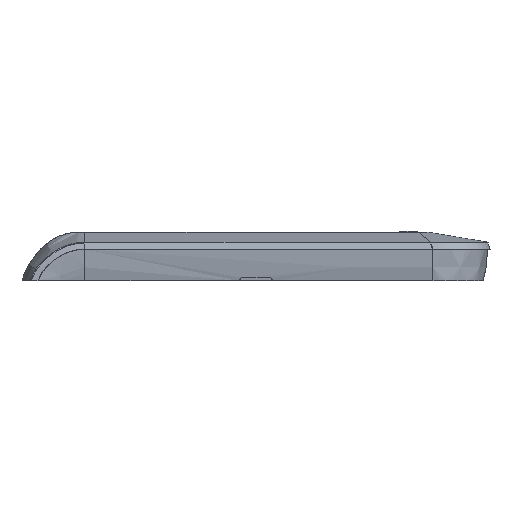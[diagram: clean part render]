
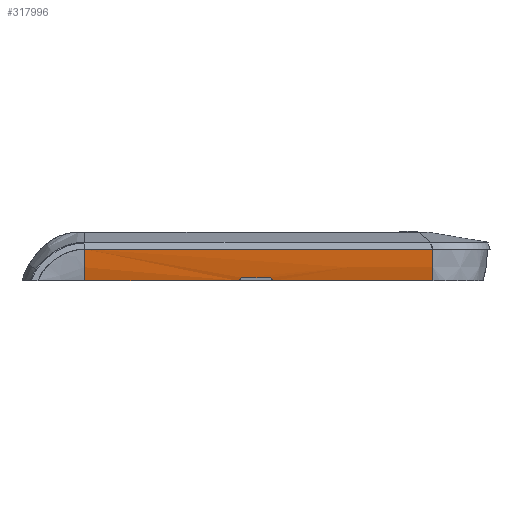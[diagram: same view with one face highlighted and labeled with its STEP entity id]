
A CAD part, left-side view. The second image highlights one B-rep face of the part: STEP entity #317996.
In plain terms, the highlighted free-form (B-spline) face has degree [5, 2] with [9, 3] control points.
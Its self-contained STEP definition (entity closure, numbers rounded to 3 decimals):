
#315250=CARTESIAN_POINT('Vertex',(-39.8,-31.,0.)) ;
#315254=CARTESIAN_POINT('Control Point',(-39.8,-31.,0.)) ;
#315255=CARTESIAN_POINT('Control Point',(-39.8,-28.614,0.)) ;
#315256=CARTESIAN_POINT('Control Point',(-39.8,-26.221,0.)) ;
#315257=CARTESIAN_POINT('Control Point',(-39.8,-23.799,0.)) ;
#315258=CARTESIAN_POINT('Control Point',(-39.8,-20.113,0.)) ;
#315259=CARTESIAN_POINT('Control Point',(-39.8,-16.425,0.)) ;
#315260=CARTESIAN_POINT('Control Point',(-39.8,-15.471,0.)) ;
#315261=CARTESIAN_POINT('Control Point',(-39.8,-12.293,0.)) ;
#315262=CARTESIAN_POINT('Control Point',(-39.8,-9.112,0.)) ;
#315263=CARTESIAN_POINT('Control Point',(-39.8,-7.213,0.)) ;
#315264=CARTESIAN_POINT('Control Point',(-39.8,-5.313,0.)) ;
#315265=CARTESIAN_POINT('Control Point',(-39.8,-3.414,0.)) ;
#315266=CARTESIAN_POINT('Vertex',(-39.8,-3.414,0.)) ;
#315287=CARTESIAN_POINT('Vertex',(-39.8,3.414,0.)) ;
#315291=CARTESIAN_POINT('Control Point',(-39.8,3.414,0.)) ;
#315292=CARTESIAN_POINT('Control Point',(-39.8,8.716,0.)) ;
#315293=CARTESIAN_POINT('Control Point',(-39.8,14.018,0.)) ;
#315294=CARTESIAN_POINT('Control Point',(-39.8,19.328,0.)) ;
#315295=CARTESIAN_POINT('Control Point',(-39.8,24.664,0.)) ;
#315296=CARTESIAN_POINT('Control Point',(-39.8,30.,0.)) ;
#315297=CARTESIAN_POINT('Vertex',(-39.8,30.,0.)) ;
#315498=CARTESIAN_POINT('Control Point',(-39.8,3.414,0.)) ;
#315499=CARTESIAN_POINT('Control Point',(-39.8,3.206,0.)) ;
#315500=CARTESIAN_POINT('Control Point',(-39.82,3.001,0.06)) ;
#315501=CARTESIAN_POINT('Control Point',(-39.852,2.837,0.163)) ;
#315502=CARTESIAN_POINT('Control Point',(-39.889,2.707,0.293)) ;
#315503=CARTESIAN_POINT('Vertex',(-39.889,2.707,0.293)) ;
#315533=CARTESIAN_POINT('Control Point',(-39.8,-3.414,0.)) ;
#315534=CARTESIAN_POINT('Control Point',(-39.8,-3.211,0.)) ;
#315535=CARTESIAN_POINT('Control Point',(-39.819,-3.005,0.057)) ;
#315536=CARTESIAN_POINT('Control Point',(-39.852,-2.838,0.162)) ;
#315537=CARTESIAN_POINT('Control Point',(-39.889,-2.707,0.293)) ;
#315538=CARTESIAN_POINT('Vertex',(-39.889,-2.707,0.293)) ;
#317872=CARTESIAN_POINT('Control Point',(-40.6,-31.,5.502)) ;
#317873=CARTESIAN_POINT('Control Point',(-40.524,-31.,4.056)) ;
#317874=CARTESIAN_POINT('Control Point',(-40.406,-31.,2.782)) ;
#317875=CARTESIAN_POINT('Control Point',(-40.246,-31.,1.682)) ;
#317876=CARTESIAN_POINT('Control Point',(-40.044,-31.,0.754)) ;
#317877=CARTESIAN_POINT('Control Point',(-39.8,-31.,0.)) ;
#317878=CARTESIAN_POINT('Vertex',(-40.6,-31.,5.502)) ;
#317914=CARTESIAN_POINT('Control Point',(-40.6,30.,5.502)) ;
#317915=CARTESIAN_POINT('Control Point',(-40.41,30.,1.886)) ;
#317916=CARTESIAN_POINT('Control Point',(-39.8,30.,0.)) ;
#317917=CARTESIAN_POINT('Control Point',(-40.6,20.864,5.502)) ;
#317918=CARTESIAN_POINT('Control Point',(-40.41,20.739,1.886)) ;
#317919=CARTESIAN_POINT('Control Point',(-39.8,20.663,0.)) ;
#317920=CARTESIAN_POINT('Control Point',(-40.6,11.727,5.502)) ;
#317921=CARTESIAN_POINT('Control Point',(-40.41,11.477,1.885)) ;
#317922=CARTESIAN_POINT('Control Point',(-39.8,11.325,0.)) ;
#317923=CARTESIAN_POINT('Control Point',(-40.6,2.492,5.502)) ;
#317924=CARTESIAN_POINT('Control Point',(-40.41,2.24,1.885)) ;
#317925=CARTESIAN_POINT('Control Point',(-39.8,2.083,0.)) ;
#317926=CARTESIAN_POINT('Control Point',(-40.6,-9.696,5.502)) ;
#317927=CARTESIAN_POINT('Control Point',(-40.41,-9.97,1.884)) ;
#317928=CARTESIAN_POINT('Control Point',(-39.8,-10.148,0.)) ;
#317929=CARTESIAN_POINT('Control Point',(-40.6,-21.991,5.502)) ;
#317930=CARTESIAN_POINT('Control Point',(-40.41,-22.148,1.884)) ;
#317931=CARTESIAN_POINT('Control Point',(-39.8,-22.266,0.)) ;
#317932=CARTESIAN_POINT('Control Point',(-40.6,-24.996,5.502)) ;
#317933=CARTESIAN_POINT('Control Point',(-40.417,-25.089,1.883)) ;
#317934=CARTESIAN_POINT('Control Point',(-39.8,-25.211,0.)) ;
#317935=CARTESIAN_POINT('Control Point',(-40.6,-27.988,5.502)) ;
#317936=CARTESIAN_POINT('Control Point',(-40.411,-28.032,1.886)) ;
#317937=CARTESIAN_POINT('Control Point',(-39.8,-28.116,0.)) ;
#317938=CARTESIAN_POINT('Control Point',(-40.6,-31.,5.502)) ;
#317939=CARTESIAN_POINT('Control Point',(-40.41,-31.,1.886)) ;
#317940=CARTESIAN_POINT('Control Point',(-39.8,-31.,0.)) ;
#317942=CARTESIAN_POINT('Control Point',(-40.6,30.,5.502)) ;
#317943=CARTESIAN_POINT('Control Point',(-40.6,20.864,5.502)) ;
#317944=CARTESIAN_POINT('Control Point',(-40.6,11.727,5.502)) ;
#317945=CARTESIAN_POINT('Control Point',(-40.6,2.492,5.502)) ;
#317946=CARTESIAN_POINT('Control Point',(-40.6,-9.696,5.502)) ;
#317947=CARTESIAN_POINT('Control Point',(-40.6,-21.991,5.502)) ;
#317948=CARTESIAN_POINT('Control Point',(-40.6,-24.996,5.502)) ;
#317949=CARTESIAN_POINT('Control Point',(-40.6,-27.988,5.502)) ;
#317950=CARTESIAN_POINT('Control Point',(-40.6,-31.,5.502)) ;
#317951=CARTESIAN_POINT('Vertex',(-40.6,30.,5.502)) ;
#317955=CARTESIAN_POINT('Control Point',(-40.6,30.,5.502)) ;
#317956=CARTESIAN_POINT('Control Point',(-40.524,30.,4.056)) ;
#317957=CARTESIAN_POINT('Control Point',(-40.406,30.,2.782)) ;
#317958=CARTESIAN_POINT('Control Point',(-40.246,30.,1.682)) ;
#317959=CARTESIAN_POINT('Control Point',(-40.044,30.,0.754)) ;
#317960=CARTESIAN_POINT('Control Point',(-39.8,30.,0.)) ;
#317963=CARTESIAN_POINT('Control Point',(-39.889,2.707,0.293)) ;
#317964=CARTESIAN_POINT('Control Point',(-39.909,2.639,0.361)) ;
#317965=CARTESIAN_POINT('Control Point',(-39.928,2.57,0.43)) ;
#317966=CARTESIAN_POINT('Control Point',(-39.946,2.5,0.5)) ;
#317967=CARTESIAN_POINT('Vertex',(-39.946,2.5,0.5)) ;
#317971=CARTESIAN_POINT('Control Point',(-39.947,-2.5,0.5)) ;
#317972=CARTESIAN_POINT('Control Point',(-39.946,-0.834,0.5)) ;
#317973=CARTESIAN_POINT('Control Point',(-39.946,0.833,0.5)) ;
#317974=CARTESIAN_POINT('Control Point',(-39.946,2.5,0.5)) ;
#317975=CARTESIAN_POINT('Vertex',(-39.947,-2.5,0.5)) ;
#317979=CARTESIAN_POINT('Control Point',(-39.889,-2.707,0.293)) ;
#317980=CARTESIAN_POINT('Control Point',(-39.909,-2.639,0.361)) ;
#317981=CARTESIAN_POINT('Control Point',(-39.928,-2.57,0.43)) ;
#317982=CARTESIAN_POINT('Control Point',(-39.947,-2.5,0.5)) ;
#317985=ORIENTED_EDGE('',*,*,#315540,.F.) ;
#317986=ORIENTED_EDGE('',*,*,#315268,.F.) ;
#317987=ORIENTED_EDGE('',*,*,#317880,.F.) ;
#317988=ORIENTED_EDGE('',*,*,#317953,.T.) ;
#317989=ORIENTED_EDGE('',*,*,#317961,.T.) ;
#317990=ORIENTED_EDGE('',*,*,#315299,.F.) ;
#317991=ORIENTED_EDGE('',*,*,#315505,.F.) ;
#317992=ORIENTED_EDGE('',*,*,#317969,.T.) ;
#317993=ORIENTED_EDGE('',*,*,#317977,.F.) ;
#317994=ORIENTED_EDGE('',*,*,#317983,.F.) ;
#317996=ADVANCED_FACE('Sous-plaque PC',(#317995),#317913,.F.) ;
#315253=B_SPLINE_CURVE_WITH_KNOTS('',5,(#315254,#315255,#315256,#315257,#315258,#315259,#315260,#315261,#315262,#315263,#315264,#315265),.UNSPECIFIED.,.F.,.U.,(6,3,3,6),(0.,17.08,26.143,39.587),.UNSPECIFIED.) ;
#315290=B_SPLINE_CURVE_WITH_KNOTS('',5,(#315291,#315292,#315293,#315294,#315295,#315296),.UNSPECIFIED.,.F.,.U.,(6,6),(49.258,86.803),.UNSPECIFIED.) ;
#315497=B_SPLINE_CURVE_WITH_KNOTS('',4,(#315498,#315499,#315500,#315501,#315502),.UNSPECIFIED.,.F.,.U.,(5,5),(0.,1.176),.UNSPECIFIED.) ;
#315532=B_SPLINE_CURVE_WITH_KNOTS('',4,(#315533,#315534,#315535,#315536,#315537),.UNSPECIFIED.,.F.,.U.,(5,5),(0.,1.15),.UNSPECIFIED.) ;
#317871=B_SPLINE_CURVE_WITH_KNOTS('',5,(#317872,#317873,#317874,#317875,#317876,#317877),.UNSPECIFIED.,.F.,.U.,(6,6),(0.,5.565),.UNSPECIFIED.) ;
#317941=B_SPLINE_CURVE_WITH_KNOTS('',5,(#317942,#317943,#317944,#317945,#317946,#317947,#317948,#317949,#317950),.UNSPECIFIED.,.F.,.U.,(6,3,6),(0.,46.226,61.001),.UNSPECIFIED.) ;
#317954=B_SPLINE_CURVE_WITH_KNOTS('',5,(#317955,#317956,#317957,#317958,#317959,#317960),.UNSPECIFIED.,.F.,.U.,(6,6),(0.,5.565),.UNSPECIFIED.) ;
#317962=B_SPLINE_CURVE_WITH_KNOTS('',3,(#317963,#317964,#317965,#317966),.UNSPECIFIED.,.F.,.U.,(4,4),(0.673,1.139),.UNSPECIFIED.) ;
#317970=B_SPLINE_CURVE_WITH_KNOTS('',3,(#317971,#317972,#317973,#317974),.UNSPECIFIED.,.F.,.U.,(4,4),(0.,7.067),.UNSPECIFIED.) ;
#317978=B_SPLINE_CURVE_WITH_KNOTS('',3,(#317979,#317980,#317981,#317982),.UNSPECIFIED.,.F.,.U.,(4,4),(0.653,1.104),.UNSPECIFIED.) ;
#317913=B_SPLINE_SURFACE_WITH_KNOTS('',5,2,((#317914,#317915,#317916),(#317917,#317918,#317919),(#317920,#317921,#317922),(#317923,#317924,#317925),(#317926,#317927,#317928),(#317929,#317930,#317931),(#317932,#317933,#317934),(#317935,#317936,#317937),(#317938,#317939,#317940)),.UNSPECIFIED.,.F.,.F.,.U.,(6,3,6),(3,3),(0.,46.226,61.001),(0.,5.565),.UNSPECIFIED.) ;
#315268=EDGE_CURVE('',#315251,#315267,#315253,.T.) ;
#315299=EDGE_CURVE('',#315288,#315298,#315290,.T.) ;
#315505=EDGE_CURVE('',#315504,#315288,#315497,.F.) ;
#315540=EDGE_CURVE('',#315267,#315539,#315532,.T.) ;
#317880=EDGE_CURVE('',#317879,#315251,#317871,.T.) ;
#317953=EDGE_CURVE('',#317879,#317952,#317941,.F.) ;
#317961=EDGE_CURVE('',#317952,#315298,#317954,.T.) ;
#317969=EDGE_CURVE('',#315504,#317968,#317962,.T.) ;
#317977=EDGE_CURVE('',#317976,#317968,#317970,.T.) ;
#317983=EDGE_CURVE('',#315539,#317976,#317978,.T.) ;
#317984=EDGE_LOOP('',(#317985,#317986,#317987,#317988,#317989,#317990,#317991,#317992,#317993,#317994)) ;
#317995=FACE_OUTER_BOUND('',#317984,.T.) ;
#315251=VERTEX_POINT('',#315250) ;
#315267=VERTEX_POINT('',#315266) ;
#315288=VERTEX_POINT('',#315287) ;
#315298=VERTEX_POINT('',#315297) ;
#315504=VERTEX_POINT('',#315503) ;
#315539=VERTEX_POINT('',#315538) ;
#317879=VERTEX_POINT('',#317878) ;
#317952=VERTEX_POINT('',#317951) ;
#317968=VERTEX_POINT('',#317967) ;
#317976=VERTEX_POINT('',#317975) ;
